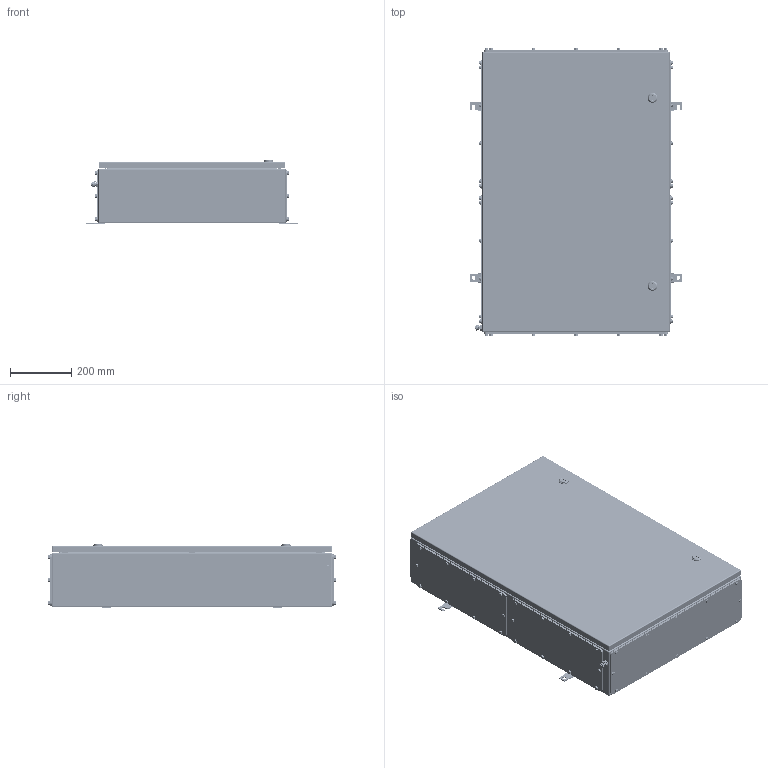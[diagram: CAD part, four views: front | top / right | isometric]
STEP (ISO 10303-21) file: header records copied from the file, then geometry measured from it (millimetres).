
FILE_DESCRIPTION(('CATIA V5 STEP Exchange','CAx-IF Rec.Pracs.--- Model Styling and Organization---1.4--- 2014-01-23'),'2;1');
FILE_NAME ('008870-6_4_1200980000_1200980000.stp','2019-09-23T10:50:15+00:00',('none'),('Weidmueller'),'CATIA Version 5-6 Release 2016 SP3 HF44','CATIA V5 STEP AP214','none');
FILE_SCHEMA(('AUTOMOTIVE_DESIGN { 1 0 10303 214 1 1 1 1 }'));
Products named in the file (1): ZUB_KTB_QL_916120_4GP
Bounding box: 691 x 936 x 209.8 mm (x, y, z)
Volume: 4397886 mm3; surface area: 4550587 mm2
Topology: 196 solids, 198 shells, 3812 faces, 8690 edges, 5485 vertices
Faces by surface type: cylinder 1826, plane 1562, cone 370, sphere 24, torus 22, bspline 8
Entity records: 103436 total; most frequent: CARTESIAN_POINT 23124, ORIENTED_EDGE 17032, DIRECTION 13407, EDGE_CURVE 8516, AXIS2_PLACEMENT_3D 6003, VERTEX_POINT 5485, EDGE_LOOP 4651, VECTOR 4624
